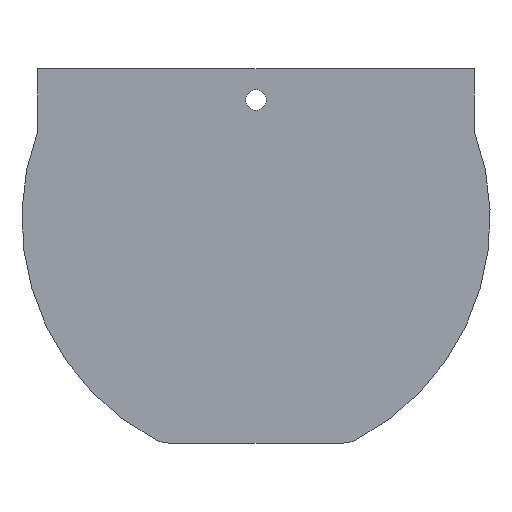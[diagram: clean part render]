
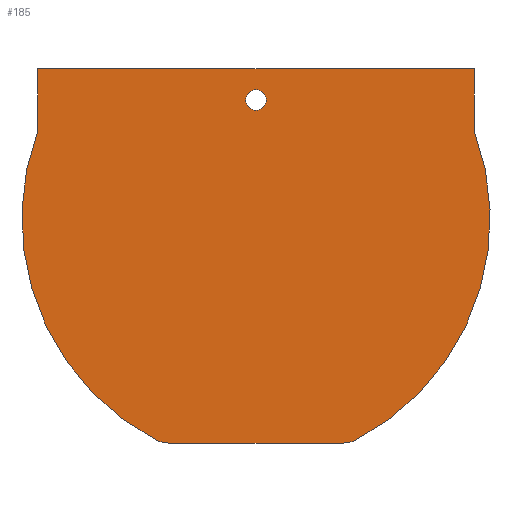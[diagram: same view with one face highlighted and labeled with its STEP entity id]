
A CAD part, front view. The second image highlights one B-rep face of the part: STEP entity #185.
In plain terms, the highlighted planar face has unit normal (0, -1, 0).
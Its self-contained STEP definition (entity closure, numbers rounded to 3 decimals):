
#33 = VERTEX_POINT('',#34);
#34 = CARTESIAN_POINT('',(-35.,-2.,50.));
#40 = EDGE_CURVE('',#33,#41,#43,.T.);
#41 = VERTEX_POINT('',#42);
#42 = CARTESIAN_POINT('',(-16.135,-2.,0.573));
#43 = CIRCLE('',#44,40.);
#44 = AXIS2_PLACEMENT_3D('',#45,#46,#47);
#45 = CARTESIAN_POINT('',(2.465,-2.,35.986));
#46 = DIRECTION('',(0.,-1.,0.));
#47 = DIRECTION('',(1.,0.,0.));
#142 = VERTEX_POINT('',#143);
#143 = CARTESIAN_POINT('',(-13.81,-2.,0.));
#149 = EDGE_CURVE('',#41,#142,#150,.T.);
#150 = CIRCLE('',#151,5.);
#151 = AXIS2_PLACEMENT_3D('',#152,#153,#154);
#152 = CARTESIAN_POINT('',(-13.81,-2.,5.));
#153 = DIRECTION('',(0.,-1.,0.));
#154 = DIRECTION('',(0.,0.,-1.));
#167 = VERTEX_POINT('',#168);
#168 = CARTESIAN_POINT('',(-35.,-2.,60.));
#174 = EDGE_CURVE('',#33,#167,#175,.T.);
#175 = LINE('',#176,#177);
#176 = CARTESIAN_POINT('',(-35.,-2.,50.));
#177 = VECTOR('',#178,1.);
#178 = DIRECTION('',(0.,0.,1.));
#185 = ADVANCED_FACE('',(#186,#231),#242,.T.);
#186 = FACE_BOUND('',#187,.T.);
#187 = EDGE_LOOP('',(#188,#189,#190,#198,#207,#216,#224,#230));
#188 = ORIENTED_EDGE('',*,*,#40,.T.);
#189 = ORIENTED_EDGE('',*,*,#149,.T.);
#190 = ORIENTED_EDGE('',*,*,#191,.T.);
#191 = EDGE_CURVE('',#142,#192,#194,.T.);
#192 = VERTEX_POINT('',#193);
#193 = CARTESIAN_POINT('',(13.81,-2.,0.));
#194 = LINE('',#195,#196);
#195 = CARTESIAN_POINT('',(-15.,-2.,0.));
#196 = VECTOR('',#197,1.);
#197 = DIRECTION('',(1.,0.,0.));
#198 = ORIENTED_EDGE('',*,*,#199,.T.);
#199 = EDGE_CURVE('',#192,#200,#202,.T.);
#200 = VERTEX_POINT('',#201);
#201 = CARTESIAN_POINT('',(16.135,-2.,0.573));
#202 = CIRCLE('',#203,5.);
#203 = AXIS2_PLACEMENT_3D('',#204,#205,#206);
#204 = CARTESIAN_POINT('',(13.81,-2.,5.));
#205 = DIRECTION('',(0.,-1.,0.));
#206 = DIRECTION('',(0.,0.,-1.));
#207 = ORIENTED_EDGE('',*,*,#208,.T.);
#208 = EDGE_CURVE('',#200,#209,#211,.T.);
#209 = VERTEX_POINT('',#210);
#210 = CARTESIAN_POINT('',(35.,-2.,50.));
#211 = CIRCLE('',#212,40.);
#212 = AXIS2_PLACEMENT_3D('',#213,#214,#215);
#213 = CARTESIAN_POINT('',(-2.465,-2.,35.986));
#214 = DIRECTION('',(0.,-1.,0.));
#215 = DIRECTION('',(1.,0.,0.));
#216 = ORIENTED_EDGE('',*,*,#217,.T.);
#217 = EDGE_CURVE('',#209,#218,#220,.T.);
#218 = VERTEX_POINT('',#219);
#219 = CARTESIAN_POINT('',(35.,-2.,60.));
#220 = LINE('',#221,#222);
#221 = CARTESIAN_POINT('',(35.,-2.,50.));
#222 = VECTOR('',#223,1.);
#223 = DIRECTION('',(0.,0.,1.));
#224 = ORIENTED_EDGE('',*,*,#225,.F.);
#225 = EDGE_CURVE('',#167,#218,#226,.T.);
#226 = LINE('',#227,#228);
#227 = CARTESIAN_POINT('',(-35.,-2.,60.));
#228 = VECTOR('',#229,1.);
#229 = DIRECTION('',(1.,0.,0.));
#230 = ORIENTED_EDGE('',*,*,#174,.F.);
#231 = FACE_BOUND('',#232,.T.);
#232 = EDGE_LOOP('',(#233));
#233 = ORIENTED_EDGE('',*,*,#234,.T.);
#234 = EDGE_CURVE('',#235,#235,#237,.T.);
#235 = VERTEX_POINT('',#236);
#236 = CARTESIAN_POINT('',(1.65,-2.,55.));
#237 = CIRCLE('',#238,1.65);
#238 = AXIS2_PLACEMENT_3D('',#239,#240,#241);
#239 = CARTESIAN_POINT('',(0.,-2.,55.));
#240 = DIRECTION('',(-0.,1.,0.));
#241 = DIRECTION('',(1.,0.,0.));
#242 = PLANE('',#243);
#243 = AXIS2_PLACEMENT_3D('',#244,#245,#246);
#244 = CARTESIAN_POINT('',(0.,-2.,33.58));
#245 = DIRECTION('',(0.,-1.,0.));
#246 = DIRECTION('',(0.,0.,1.));
